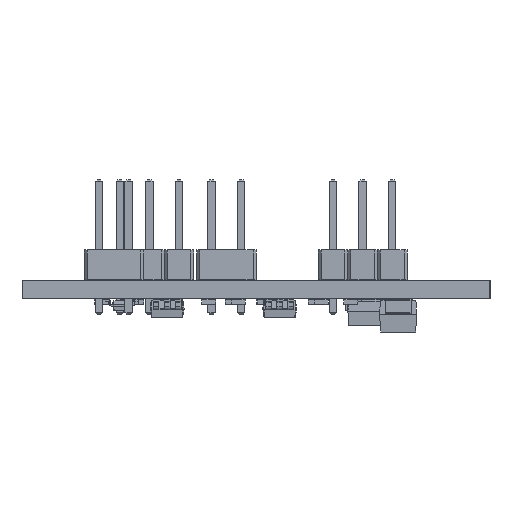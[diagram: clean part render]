
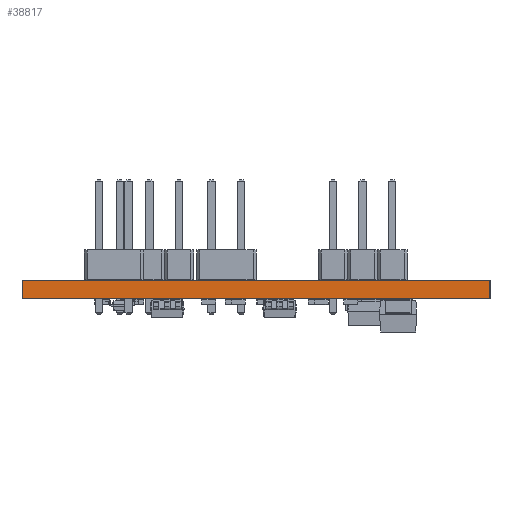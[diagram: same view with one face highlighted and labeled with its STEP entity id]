
A CAD part, left-side view. The second image highlights one B-rep face of the part: STEP entity #38817.
In plain terms, the highlighted planar face has unit normal (-1, 0, 0).
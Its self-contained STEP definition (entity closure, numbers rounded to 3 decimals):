
#38636 = PLANE('',#38637);
#38637 = AXIS2_PLACEMENT_3D('',#38638,#38639,#38640);
#38638 = CARTESIAN_POINT('',(50.546,0.254,0.));
#38639 = DIRECTION('',(0.,-1.,0.));
#38640 = DIRECTION('',(-1.,0.,0.));
#38661 = VERTEX_POINT('',#38662);
#38662 = CARTESIAN_POINT('',(0.254,0.254,1.6));
#38676 = PLANE('',#38677);
#38677 = AXIS2_PLACEMENT_3D('',#38678,#38679,#38680);
#38678 = CARTESIAN_POINT('',(25.4,20.32,1.6));
#38679 = DIRECTION('',(-0.,-0.,-1.));
#38680 = DIRECTION('',(-1.,0.,0.));
#38688 = EDGE_CURVE('',#38689,#38661,#38691,.T.);
#38689 = VERTEX_POINT('',#38690);
#38690 = CARTESIAN_POINT('',(0.254,0.254,0.));
#38691 = SURFACE_CURVE('',#38692,(#38696,#38703),.PCURVE_S1.);
#38692 = LINE('',#38693,#38694);
#38693 = CARTESIAN_POINT('',(0.254,0.254,0.));
#38694 = VECTOR('',#38695,1.);
#38695 = DIRECTION('',(0.,0.,1.));
#38696 = PCURVE('',#38636,#38697);
#38697 = DEFINITIONAL_REPRESENTATION('',(#38698),#38702);
#38698 = LINE('',#38699,#38700);
#38699 = CARTESIAN_POINT('',(50.292,0.));
#38700 = VECTOR('',#38701,1.);
#38701 = DIRECTION('',(0.,-1.));
#38702 = ( GEOMETRIC_REPRESENTATION_CONTEXT(2) 
PARAMETRIC_REPRESENTATION_CONTEXT() REPRESENTATION_CONTEXT('2D SPACE',''
  ) );
#38703 = PCURVE('',#38704,#38709);
#38704 = PLANE('',#38705);
#38705 = AXIS2_PLACEMENT_3D('',#38706,#38707,#38708);
#38706 = CARTESIAN_POINT('',(0.254,0.254,0.));
#38707 = DIRECTION('',(-1.,0.,0.));
#38708 = DIRECTION('',(0.,1.,0.));
#38709 = DEFINITIONAL_REPRESENTATION('',(#38710),#38714);
#38710 = LINE('',#38711,#38712);
#38711 = CARTESIAN_POINT('',(0.,0.));
#38712 = VECTOR('',#38713,1.);
#38713 = DIRECTION('',(0.,-1.));
#38714 = ( GEOMETRIC_REPRESENTATION_CONTEXT(2) 
PARAMETRIC_REPRESENTATION_CONTEXT() REPRESENTATION_CONTEXT('2D SPACE',''
  ) );
#38730 = PLANE('',#38731);
#38731 = AXIS2_PLACEMENT_3D('',#38732,#38733,#38734);
#38732 = CARTESIAN_POINT('',(25.4,20.32,0.));
#38733 = DIRECTION('',(-0.,-0.,-1.));
#38734 = DIRECTION('',(-1.,0.,0.));
#38763 = PLANE('',#38764);
#38764 = AXIS2_PLACEMENT_3D('',#38765,#38766,#38767);
#38765 = CARTESIAN_POINT('',(0.254,40.386,0.));
#38766 = DIRECTION('',(0.,1.,0.));
#38767 = DIRECTION('',(1.,0.,0.));
#38817 = ADVANCED_FACE('',(#38818),#38704,.T.);
#38818 = FACE_BOUND('',#38819,.T.);
#38819 = EDGE_LOOP('',(#38820,#38821,#38844,#38867));
#38820 = ORIENTED_EDGE('',*,*,#38688,.T.);
#38821 = ORIENTED_EDGE('',*,*,#38822,.T.);
#38822 = EDGE_CURVE('',#38661,#38823,#38825,.T.);
#38823 = VERTEX_POINT('',#38824);
#38824 = CARTESIAN_POINT('',(0.254,40.386,1.6));
#38825 = SURFACE_CURVE('',#38826,(#38830,#38837),.PCURVE_S1.);
#38826 = LINE('',#38827,#38828);
#38827 = CARTESIAN_POINT('',(0.254,0.254,1.6));
#38828 = VECTOR('',#38829,1.);
#38829 = DIRECTION('',(0.,1.,0.));
#38830 = PCURVE('',#38704,#38831);
#38831 = DEFINITIONAL_REPRESENTATION('',(#38832),#38836);
#38832 = LINE('',#38833,#38834);
#38833 = CARTESIAN_POINT('',(0.,-1.6));
#38834 = VECTOR('',#38835,1.);
#38835 = DIRECTION('',(1.,0.));
#38836 = ( GEOMETRIC_REPRESENTATION_CONTEXT(2) 
PARAMETRIC_REPRESENTATION_CONTEXT() REPRESENTATION_CONTEXT('2D SPACE',''
  ) );
#38837 = PCURVE('',#38676,#38838);
#38838 = DEFINITIONAL_REPRESENTATION('',(#38839),#38843);
#38839 = LINE('',#38840,#38841);
#38840 = CARTESIAN_POINT('',(25.146,-20.066));
#38841 = VECTOR('',#38842,1.);
#38842 = DIRECTION('',(0.,1.));
#38843 = ( GEOMETRIC_REPRESENTATION_CONTEXT(2) 
PARAMETRIC_REPRESENTATION_CONTEXT() REPRESENTATION_CONTEXT('2D SPACE',''
  ) );
#38844 = ORIENTED_EDGE('',*,*,#38845,.F.);
#38845 = EDGE_CURVE('',#38846,#38823,#38848,.T.);
#38846 = VERTEX_POINT('',#38847);
#38847 = CARTESIAN_POINT('',(0.254,40.386,0.));
#38848 = SURFACE_CURVE('',#38849,(#38853,#38860),.PCURVE_S1.);
#38849 = LINE('',#38850,#38851);
#38850 = CARTESIAN_POINT('',(0.254,40.386,0.));
#38851 = VECTOR('',#38852,1.);
#38852 = DIRECTION('',(0.,0.,1.));
#38853 = PCURVE('',#38704,#38854);
#38854 = DEFINITIONAL_REPRESENTATION('',(#38855),#38859);
#38855 = LINE('',#38856,#38857);
#38856 = CARTESIAN_POINT('',(40.132,0.));
#38857 = VECTOR('',#38858,1.);
#38858 = DIRECTION('',(0.,-1.));
#38859 = ( GEOMETRIC_REPRESENTATION_CONTEXT(2) 
PARAMETRIC_REPRESENTATION_CONTEXT() REPRESENTATION_CONTEXT('2D SPACE',''
  ) );
#38860 = PCURVE('',#38763,#38861);
#38861 = DEFINITIONAL_REPRESENTATION('',(#38862),#38866);
#38862 = LINE('',#38863,#38864);
#38863 = CARTESIAN_POINT('',(0.,0.));
#38864 = VECTOR('',#38865,1.);
#38865 = DIRECTION('',(0.,-1.));
#38866 = ( GEOMETRIC_REPRESENTATION_CONTEXT(2) 
PARAMETRIC_REPRESENTATION_CONTEXT() REPRESENTATION_CONTEXT('2D SPACE',''
  ) );
#38867 = ORIENTED_EDGE('',*,*,#38868,.F.);
#38868 = EDGE_CURVE('',#38689,#38846,#38869,.T.);
#38869 = SURFACE_CURVE('',#38870,(#38874,#38881),.PCURVE_S1.);
#38870 = LINE('',#38871,#38872);
#38871 = CARTESIAN_POINT('',(0.254,0.254,0.));
#38872 = VECTOR('',#38873,1.);
#38873 = DIRECTION('',(0.,1.,0.));
#38874 = PCURVE('',#38704,#38875);
#38875 = DEFINITIONAL_REPRESENTATION('',(#38876),#38880);
#38876 = LINE('',#38877,#38878);
#38877 = CARTESIAN_POINT('',(0.,0.));
#38878 = VECTOR('',#38879,1.);
#38879 = DIRECTION('',(1.,0.));
#38880 = ( GEOMETRIC_REPRESENTATION_CONTEXT(2) 
PARAMETRIC_REPRESENTATION_CONTEXT() REPRESENTATION_CONTEXT('2D SPACE',''
  ) );
#38881 = PCURVE('',#38730,#38882);
#38882 = DEFINITIONAL_REPRESENTATION('',(#38883),#38887);
#38883 = LINE('',#38884,#38885);
#38884 = CARTESIAN_POINT('',(25.146,-20.066));
#38885 = VECTOR('',#38886,1.);
#38886 = DIRECTION('',(0.,1.));
#38887 = ( GEOMETRIC_REPRESENTATION_CONTEXT(2) 
PARAMETRIC_REPRESENTATION_CONTEXT() REPRESENTATION_CONTEXT('2D SPACE',''
  ) );
